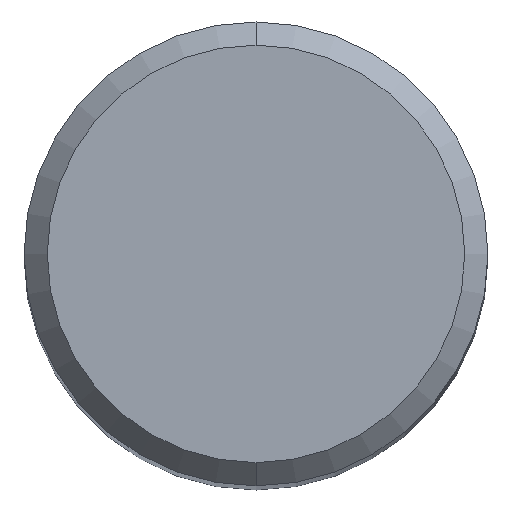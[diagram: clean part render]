
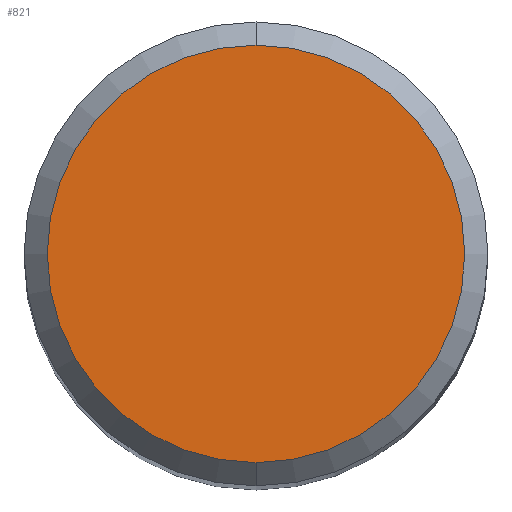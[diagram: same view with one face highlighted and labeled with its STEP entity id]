
A CAD part, top view. The second image highlights one B-rep face of the part: STEP entity #821.
In plain terms, the highlighted planar face has unit normal (0, 0, 1).
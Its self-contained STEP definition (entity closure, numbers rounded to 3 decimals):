
#325=EDGE_CURVE('',#585,#483,#900,.T.);
#483=VERTEX_POINT('',#1074);
#585=VERTEX_POINT('',#1181);
#761=EDGE_CURVE('',#483,#585,#1373,.T.);
#821=ADVANCED_FACE('',(#1438),#1439,.T.);
#900=CIRCLE('',#2021,3.6);
#1074=CARTESIAN_POINT('',(0.0,3.6,0.0));
#1181=CARTESIAN_POINT('',(0.,-3.6,0.0));
#1373=CIRCLE('',#4493,3.6);
#1438=FACE_OUTER_BOUND('',#5272,.T.);
#1439=PLANE('',#5273);
#2021=AXIS2_PLACEMENT_3D('',#5417,#5418,#5419);
#4493=AXIS2_PLACEMENT_3D('',#5880,#5881,#5882);
#5272=EDGE_LOOP('',(#5955,#5956));
#5273=AXIS2_PLACEMENT_3D('',#5957,#5958,#5959);
#5417=CARTESIAN_POINT('',(0.0,0.0,0.0));
#5418=DIRECTION('',(0.0,0.0,-1.0));
#5419=DIRECTION('',(0.0,1.0,0.0));
#5880=CARTESIAN_POINT('',(0.0,0.0,0.0));
#5881=DIRECTION('',(0.0,0.0,-1.0));
#5882=DIRECTION('',(0.0,1.0,0.0));
#5955=ORIENTED_EDGE('',*,*,#761,.F.);
#5956=ORIENTED_EDGE('',*,*,#325,.F.);
#5957=CARTESIAN_POINT('',(0.0,1.8,0.0));
#5958=DIRECTION('',(-0.0,0.0,1.0));
#5959=DIRECTION('',(0.0,-1.0,0.0));
